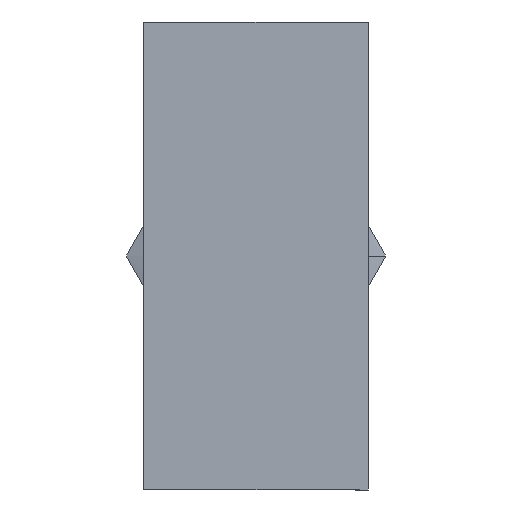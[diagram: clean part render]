
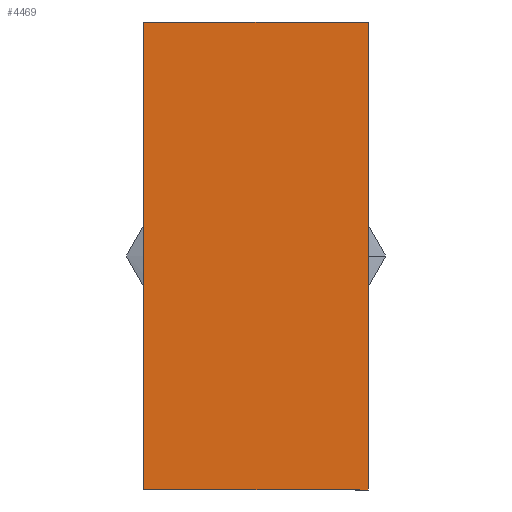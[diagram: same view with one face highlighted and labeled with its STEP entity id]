
A CAD part, front view. The second image highlights one B-rep face of the part: STEP entity #4469.
In plain terms, the highlighted planar face has unit normal (0, -1, 0).
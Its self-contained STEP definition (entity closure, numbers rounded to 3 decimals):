
#97 = LINE ( 'NONE', #3483, #1361 ) ;
#156 = AXIS2_PLACEMENT_3D ( 'NONE', #3681, #4019, #1937 ) ;
#412 = CARTESIAN_POINT ( 'NONE',  ( 20.486, 6.901, 1.914 ) ) ;
#485 = ORIENTED_EDGE ( 'NONE', *, *, #4421, .F. ) ;
#488 = LINE ( 'NONE', #412, #3831 ) ;
#519 = PLANE ( 'NONE',  #156 ) ;
#540 = ORIENTED_EDGE ( 'NONE', *, *, #4355, .T. ) ;
#566 = CARTESIAN_POINT ( 'NONE',  ( 8.486, 6.901, 26.914 ) ) ;
#710 = FACE_OUTER_BOUND ( 'NONE', #1475, .T. ) ;
#845 = DIRECTION ( 'NONE',  ( 0., 0., -1. ) ) ;
#935 = ORIENTED_EDGE ( 'NONE', *, *, #2782, .T. ) ;
#992 = LINE ( 'NONE', #1386, #2359 ) ;
#1361 = VECTOR ( 'NONE', #3859, 1000. ) ;
#1386 = CARTESIAN_POINT ( 'NONE',  ( 8.486, 6.901, 26.914 ) ) ;
#1475 = EDGE_LOOP ( 'NONE', ( #540, #485, #4057, #935 ) ) ;
#1821 = VERTEX_POINT ( 'NONE', #3502 ) ;
#1847 = VECTOR ( 'NONE', #845, 1000. ) ;
#1937 = DIRECTION ( 'NONE',  ( 1., 0., 0. ) ) ;
#2151 = VERTEX_POINT ( 'NONE', #2607 ) ;
#2186 = VERTEX_POINT ( 'NONE', #566 ) ;
#2359 = VECTOR ( 'NONE', #3470, 1000. ) ;
#2607 = CARTESIAN_POINT ( 'NONE',  ( 20.486, 6.901, 26.914 ) ) ;
#2782 = EDGE_CURVE ( 'NONE', #2151, #2186, #97, .T. ) ;
#2955 = EDGE_CURVE ( 'NONE', #2151, #1821, #3332, .T. ) ;
#3332 = LINE ( 'NONE', #3577, #1847 ) ;
#3352 = CARTESIAN_POINT ( 'NONE',  ( 8.486, 6.901, 1.914 ) ) ;
#3470 = DIRECTION ( 'NONE',  ( 0., 0., -1. ) ) ;
#3483 = CARTESIAN_POINT ( 'NONE',  ( 20.486, 6.901, 26.914 ) ) ;
#3502 = CARTESIAN_POINT ( 'NONE',  ( 20.486, 6.901, 1.914 ) ) ;
#3577 = CARTESIAN_POINT ( 'NONE',  ( 20.486, 6.901, 26.914 ) ) ;
#3681 = CARTESIAN_POINT ( 'NONE',  ( 20.486, 6.901, 26.914 ) ) ;
#3831 = VECTOR ( 'NONE', #4382, 1000. ) ;
#3859 = DIRECTION ( 'NONE',  ( -1., 0., 0. ) ) ;
#4019 = DIRECTION ( 'NONE',  ( 0., 1., 0. ) ) ;
#4057 = ORIENTED_EDGE ( 'NONE', *, *, #2955, .F. ) ;
#4079 = VERTEX_POINT ( 'NONE', #3352 ) ;
#4355 = EDGE_CURVE ( 'NONE', #2186, #4079, #992, .T. ) ;
#4382 = DIRECTION ( 'NONE',  ( -1., 0., 0. ) ) ;
#4421 = EDGE_CURVE ( 'NONE', #1821, #4079, #488, .T. ) ;
#4469 = ADVANCED_FACE ( 'NONE', ( #710 ), #519, .F. ) ;
